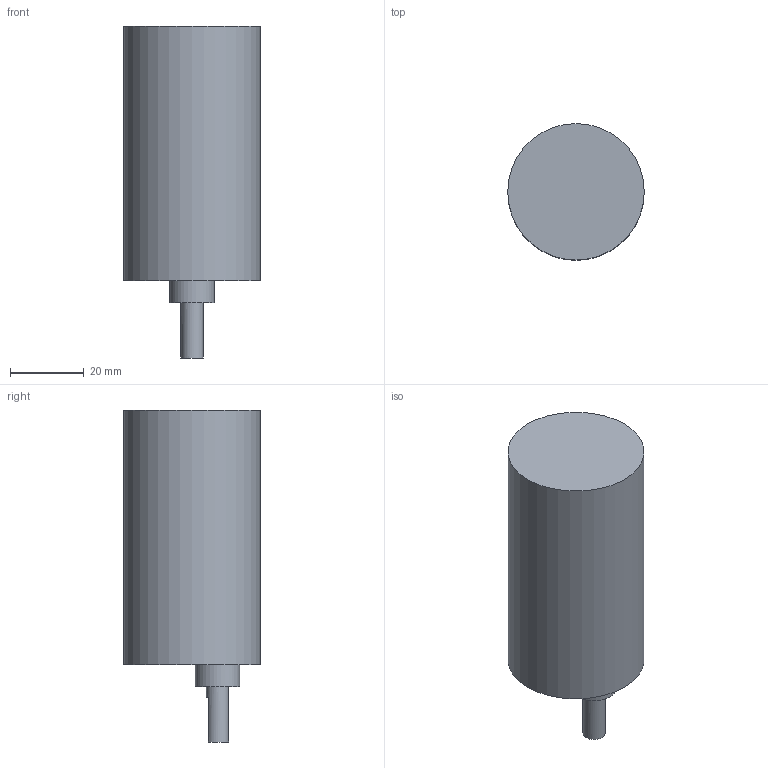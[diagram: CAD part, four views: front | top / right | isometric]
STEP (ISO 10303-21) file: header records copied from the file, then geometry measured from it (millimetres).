
FILE_DESCRIPTION(/* description */ (''),/* implementation_level */ '2;1');
FILE_NAME(/* name */ '29_Motore_6mm_ipt_f58a75ef.STEP',/* time_stamp */ '2020-02-10T12:18:23+01:00',/* author */ ('socci'),/* organization */ (''),/* preprocessor_version */ 'ST-DEVELOPER v18',/* originating_system */ 'Autodesk Inventor 2020',/* authorisation */ '');
FILE_SCHEMA (('AUTOMOTIVE_DESIGN { 1 0 10303 214 3 1 1 }'));
Length unit declared in the file: millimetre
Products named in the file (1): 29_Motore_6mm
Bounding box: 37 x 37 x 90 mm (x, y, z)
Volume: 75015.2 mm3; surface area: 11099.4 mm2
Topology: 1 solids, 1 shells, 21 faces, 62 edges, 45 vertices
Faces by surface type: cylinder 9, plane 6, cone 6
Full cylindrical faces by diameter (mm): 2.459 x6, 6 x1, 12 x1, 37 x1
Entity records: 752 total; most frequent: DIRECTION 137, CARTESIAN_POINT 123, ORIENTED_EDGE 112, AXIS2_PLACEMENT_3D 59, EDGE_CURVE 56, VERTEX_POINT 45, CIRCLE 37, EDGE_LOOP 29
